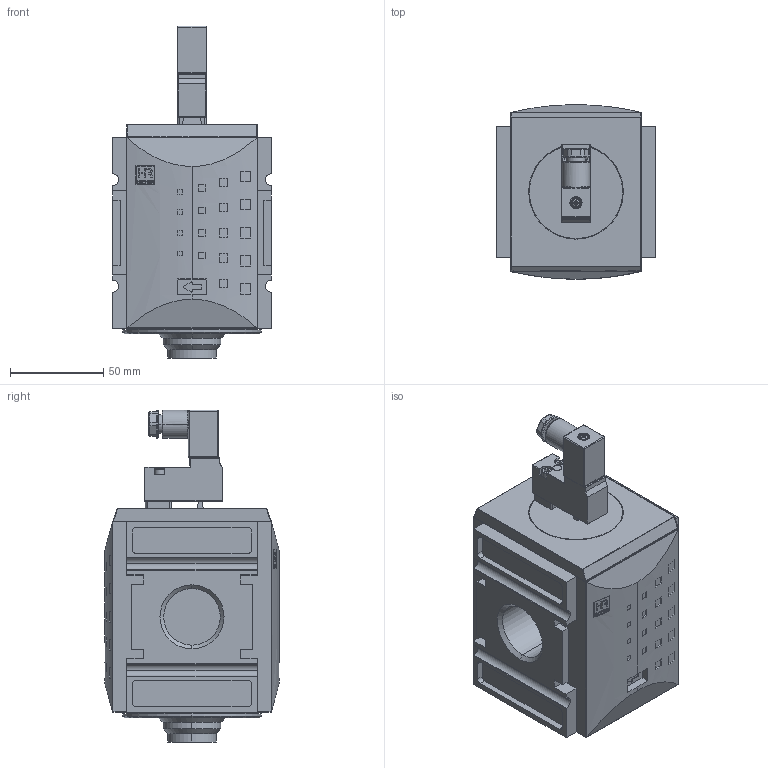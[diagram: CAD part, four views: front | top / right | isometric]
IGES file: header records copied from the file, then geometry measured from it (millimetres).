
Start section: SolidWorks IGES file using analytic representation for surfaces
Global section: file name: KSOV-434.IGS; native system: SolidWorks 2013; preprocessor: SolidWorks 2013; author: technolog; date: 140113.095941; units: millimetre
Bounding box: 85 x 93.26 x 177.77 mm (x, y, z)
Surface area: 88650.3 mm2 (no closed solid volume)
Topology: 0 solids, 10 shells, 1545 faces, 8394 edges, 10992 vertices
Faces by surface type: plane 998, revolution 300, bspline 247
